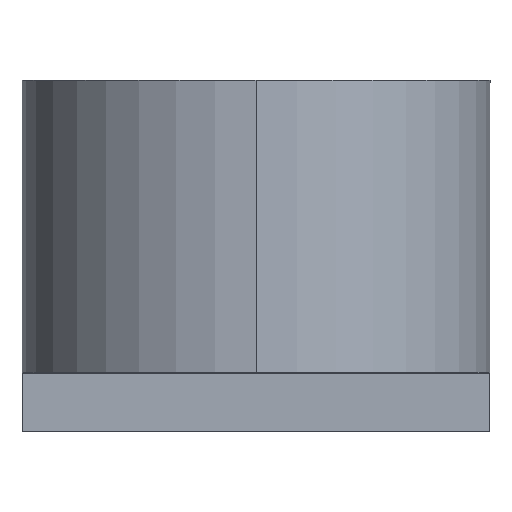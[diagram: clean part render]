
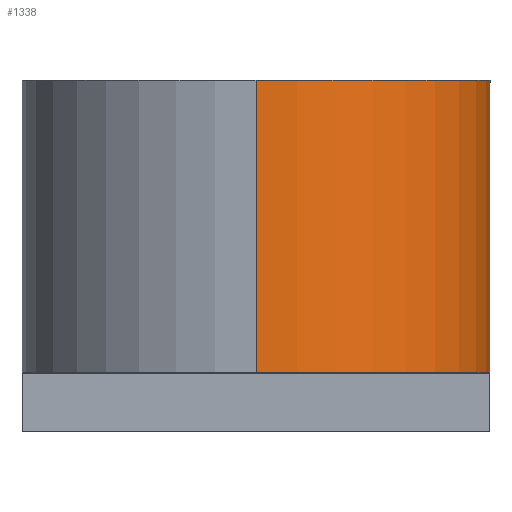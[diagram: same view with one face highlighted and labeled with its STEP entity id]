
A CAD part, left-side view. The second image highlights one B-rep face of the part: STEP entity #1338.
In plain terms, the highlighted cylindrical face has radius 20 mm (diameter 40 mm), a partial arc.
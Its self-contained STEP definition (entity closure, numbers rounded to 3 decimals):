
#217 = LINE ( 'NONE', #1125, #924 ) ;
#262 = AXIS2_PLACEMENT_3D ( 'NONE', #1006, #469, #479 ) ;
#388 = ORIENTED_EDGE ( 'NONE', *, *, #1124, .T. ) ;
#413 = CIRCLE ( 'NONE', #1426, 20. ) ;
#414 = CARTESIAN_POINT ( 'NONE',  ( -24.5, -20., 5. ) ) ;
#420 = CARTESIAN_POINT ( 'NONE',  ( -44.5, 0., 30. ) ) ;
#469 = DIRECTION ( 'NONE',  ( 0., 0., -1. ) ) ;
#479 = DIRECTION ( 'NONE',  ( -1., 0., 0. ) ) ;
#575 = CARTESIAN_POINT ( 'NONE',  ( -24.5, 0., 30. ) ) ;
#622 = ORIENTED_EDGE ( 'NONE', *, *, #762, .F. ) ;
#661 = DIRECTION ( 'NONE',  ( 1., 0., 0. ) ) ;
#677 = AXIS2_PLACEMENT_3D ( 'NONE', #1163, #1547, #661 ) ;
#693 = LINE ( 'NONE', #420, #1275 ) ;
#715 = VERTEX_POINT ( 'NONE', #1247 ) ;
#762 = EDGE_CURVE ( 'NONE', #1307, #1574, #217, .T. ) ;
#841 = EDGE_LOOP ( 'NONE', ( #1425, #388, #1229, #622 ) ) ;
#856 = DIRECTION ( 'NONE',  ( 0., 0., -1. ) ) ;
#911 = CYLINDRICAL_SURFACE ( 'NONE', #262, 20. ) ;
#924 = VECTOR ( 'NONE', #856, 1000. ) ;
#1006 = CARTESIAN_POINT ( 'NONE',  ( -24.5, 0., 30. ) ) ;
#1028 = VERTEX_POINT ( 'NONE', #1418 ) ;
#1091 = EDGE_CURVE ( 'NONE', #1574, #1028, #1413, .T. ) ;
#1124 = EDGE_CURVE ( 'NONE', #715, #1028, #693, .T. ) ;
#1125 = CARTESIAN_POINT ( 'NONE',  ( -24.5, -20., 30. ) ) ;
#1140 = EDGE_CURVE ( 'NONE', #715, #1307, #413, .T. ) ;
#1163 = CARTESIAN_POINT ( 'NONE',  ( -24.5, 0., 5. ) ) ;
#1229 = ORIENTED_EDGE ( 'NONE', *, *, #1091, .F. ) ;
#1247 = CARTESIAN_POINT ( 'NONE',  ( -44.5, 0., 30. ) ) ;
#1275 = VECTOR ( 'NONE', #1421, 1000. ) ;
#1307 = VERTEX_POINT ( 'NONE', #1464 ) ;
#1324 = DIRECTION ( 'NONE',  ( 0., 0., 1. ) ) ;
#1338 = ADVANCED_FACE ( 'NONE', ( #1490 ), #911, .T. ) ;
#1413 = CIRCLE ( 'NONE', #677, 20. ) ;
#1418 = CARTESIAN_POINT ( 'NONE',  ( -44.5, 0., 5. ) ) ;
#1421 = DIRECTION ( 'NONE',  ( 0., 0., -1. ) ) ;
#1425 = ORIENTED_EDGE ( 'NONE', *, *, #1140, .F. ) ;
#1426 = AXIS2_PLACEMENT_3D ( 'NONE', #575, #1324, #1459 ) ;
#1459 = DIRECTION ( 'NONE',  ( 1., 0., 0. ) ) ;
#1464 = CARTESIAN_POINT ( 'NONE',  ( -24.5, -20., 30. ) ) ;
#1490 = FACE_OUTER_BOUND ( 'NONE', #841, .T. ) ;
#1547 = DIRECTION ( 'NONE',  ( 0., 0., -1. ) ) ;
#1574 = VERTEX_POINT ( 'NONE', #414 ) ;
